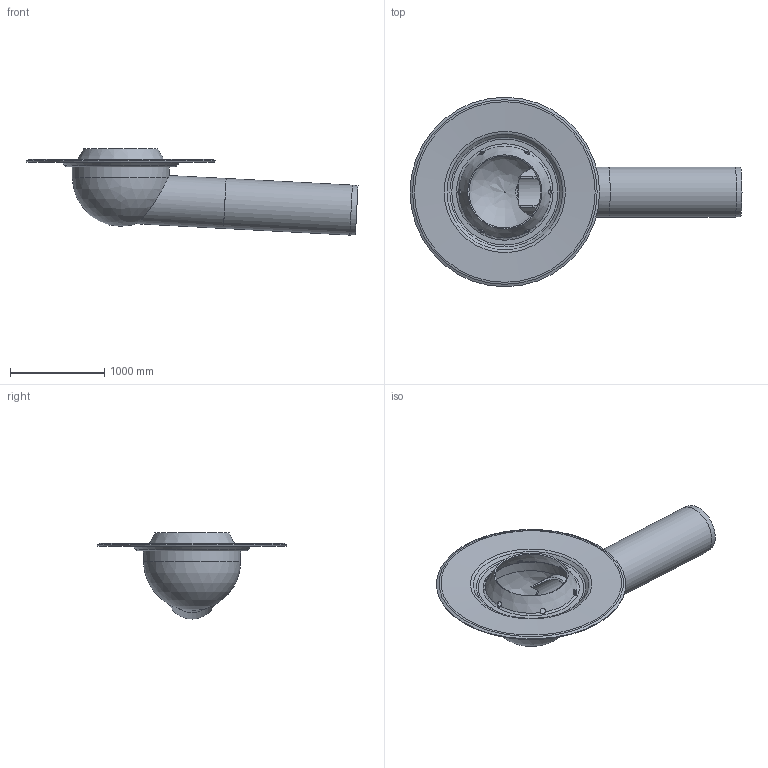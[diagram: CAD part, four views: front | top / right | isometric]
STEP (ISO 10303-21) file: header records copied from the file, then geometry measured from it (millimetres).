
FILE_DESCRIPTION(/* description */ (''),/* implementation_level */ '2;1');
FILE_NAME(/* name */ '15879.050X_3D.stp',/* time_stamp */ '2024-12-12T06:55:24+01:00',/* author */ ('CAD'),/* organization */ (''),/* preprocessor_version */ 'ST-DEVELOPER v20',/* originating_system */ 'AutoCAD Mechanical',/* authorisation */ '');
FILE_SCHEMA (('AUTOMOTIVE_DESIGN { 1 0 10303 214 3 1 1 }'));
Length unit declared in the file: centimetre
Products named in the file (1): Product
Bounding box: 3518.04 x 2008.9 x 912.52 mm (x, y, z)
Volume: 124734969.9 mm3; surface area: 17047310.7 mm2
Topology: 4 solids, 4 shells, 50 faces, 170 edges, 110 vertices
Faces by surface type: cone 15, cylinder 14, plane 11, torus 8, sphere 1, bspline 1
Full cylindrical faces by diameter (mm): 60 x6, 500 x2, 530 x3, 1000 x1, 1030 x1
Entity records: 2994 total; most frequent: CARTESIAN_POINT 1482, ORIENTED_EDGE 336, DIRECTION 296, EDGE_CURVE 168, AXIS2_PLACEMENT_3D 128, VERTEX_POINT 110, CIRCLE 70, EDGE_LOOP 54
